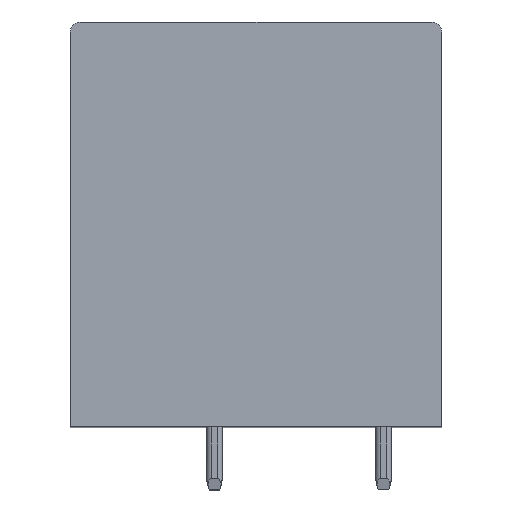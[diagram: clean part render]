
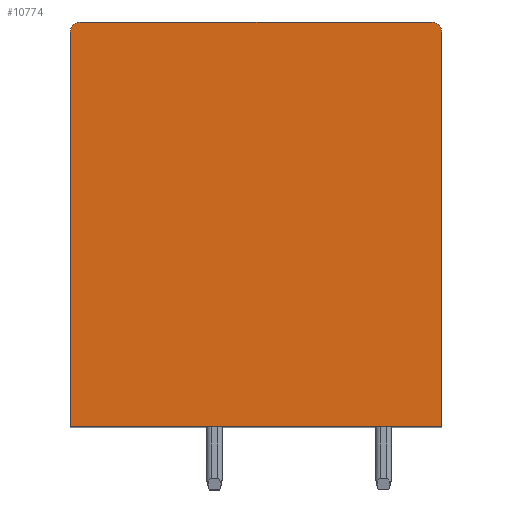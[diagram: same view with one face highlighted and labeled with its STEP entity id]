
A CAD part, top view. The second image highlights one B-rep face of the part: STEP entity #10774.
In plain terms, the highlighted planar face has unit normal (0, 0, 1).
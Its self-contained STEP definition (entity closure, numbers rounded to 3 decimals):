
#815 = VERTEX_POINT ( 'NONE', #9115 ) ;
#855 = VERTEX_POINT ( 'NONE', #9155 ) ;
#893 = VERTEX_POINT ( 'NONE', #9193 ) ;
#972 = VERTEX_POINT ( 'NONE', #9670 ) ;
#1003 = VERTEX_POINT ( 'NONE', #9701 ) ;
#1004 = VERTEX_POINT ( 'NONE', #9702 ) ;
#1825 = AXIS2_PLACEMENT_3D ( 'NONE', #7337, #7338, #7339 ) ;
#2371 = EDGE_CURVE ( 'NONE', #815, #1003, #6301, .T. ) ;
#3194 = EDGE_LOOP ( 'NONE', ( #8510, #8530, #8519, #8636, #8587, #8546 ) ) ;
#3945 = FACE_OUTER_BOUND ( 'NONE', #3194, .T. ) ;
#3947 = AXIS2_PLACEMENT_3D ( 'NONE', #7555, #7556, #7557 ) ;
#4868 = LINE ( 'NONE', #4869, #6607 ) ;
#4869 = CARTESIAN_POINT ( 'NONE',  ( -10.796, 21.263, 61.5 ) ) ;
#4870 = DIRECTION ( 'NONE',  ( 0., 1., 0. ) ) ;
#5457 = VECTOR ( 'NONE', #6303, 1000. ) ;
#6301 = LINE ( 'NONE', #6302, #5457 ) ;
#6302 = CARTESIAN_POINT ( 'NONE',  ( -45.996, -16.037, 61.5 ) ) ;
#6303 = DIRECTION ( 'NONE',  ( 1., 0., 0. ) ) ;
#6607 = VECTOR ( 'NONE', #4870, 1000. ) ;
#7072 = LINE ( 'NONE', #7073, #8789 ) ;
#7073 = CARTESIAN_POINT ( 'NONE',  ( -45.996, 22.263, 61.5 ) ) ;
#7074 = DIRECTION ( 'NONE',  ( 0., -1., 0. ) ) ;
#7085 = CARTESIAN_POINT ( 'NONE',  ( -44.996, 21.263, 61.5 ) ) ;
#7089 = DIRECTION ( 'NONE',  ( 0., 0., -1. ) ) ;
#7090 = DIRECTION ( 'NONE',  ( -1., 0., 0. ) ) ;
#7110 = LINE ( 'NONE', #7111, #8808 ) ;
#7111 = CARTESIAN_POINT ( 'NONE',  ( -44.996, 22.263, 61.5 ) ) ;
#7112 = DIRECTION ( 'NONE',  ( -1., 0., 0. ) ) ;
#7337 = CARTESIAN_POINT ( 'NONE',  ( -11.796, 21.263, 61.5 ) ) ;
#7338 = DIRECTION ( 'NONE',  ( 0., 0., -1. ) ) ;
#7339 = DIRECTION ( 'NONE',  ( -1., 0., 0. ) ) ;
#7554 = PLANE ( 'NONE',  #3947 ) ;
#7555 = CARTESIAN_POINT ( 'NONE',  ( -44.996, 21.263, 61.5 ) ) ;
#7556 = DIRECTION ( 'NONE',  ( 0., 0., 1. ) ) ;
#7557 = DIRECTION ( 'NONE',  ( 1., 0., 0. ) ) ;
#8510 = ORIENTED_EDGE ( 'NONE', *, *, #2371, .T. ) ;
#8519 = ORIENTED_EDGE ( 'NONE', *, *, #10743, .F. ) ;
#8530 = ORIENTED_EDGE ( 'NONE', *, *, #10370, .T. ) ;
#8546 = ORIENTED_EDGE ( 'NONE', *, *, #10703, .T. ) ;
#8587 = ORIENTED_EDGE ( 'NONE', *, *, #10708, .F. ) ;
#8636 = ORIENTED_EDGE ( 'NONE', *, *, #10715, .T. ) ;
#8789 = VECTOR ( 'NONE', #7074, 1000. ) ;
#8795 = AXIS2_PLACEMENT_3D ( 'NONE', #7085, #7089, #7090 ) ;
#8808 = VECTOR ( 'NONE', #7112, 1000. ) ;
#9115 = CARTESIAN_POINT ( 'NONE',  ( -45.996, -16.037, 61.5 ) ) ;
#9155 = CARTESIAN_POINT ( 'NONE',  ( -10.796, 21.263, 61.5 ) ) ;
#9193 = CARTESIAN_POINT ( 'NONE',  ( -45.996, 21.263, 61.5 ) ) ;
#9670 = CARTESIAN_POINT ( 'NONE',  ( -44.996, 22.263, 61.5 ) ) ;
#9701 = CARTESIAN_POINT ( 'NONE',  ( -10.796, -16.037, 61.5 ) ) ;
#9702 = CARTESIAN_POINT ( 'NONE',  ( -11.796, 22.263, 61.5 ) ) ;
#10370 = EDGE_CURVE ( 'NONE', #1003, #855, #4868, .T. ) ;
#10703 = EDGE_CURVE ( 'NONE', #893, #815, #7072, .T. ) ;
#10708 = EDGE_CURVE ( 'NONE', #893, #972, #11332, .T. ) ;
#10715 = EDGE_CURVE ( 'NONE', #1004, #972, #7110, .T. ) ;
#10743 = EDGE_CURVE ( 'NONE', #1004, #855, #11341, .T. ) ;
#10774 = ADVANCED_FACE ( 'NONE', ( #3945 ), #7554, .T. ) ;
#11332 = CIRCLE ( 'NONE', #8795, 1. ) ;
#11341 = CIRCLE ( 'NONE', #1825, 1. ) ;
